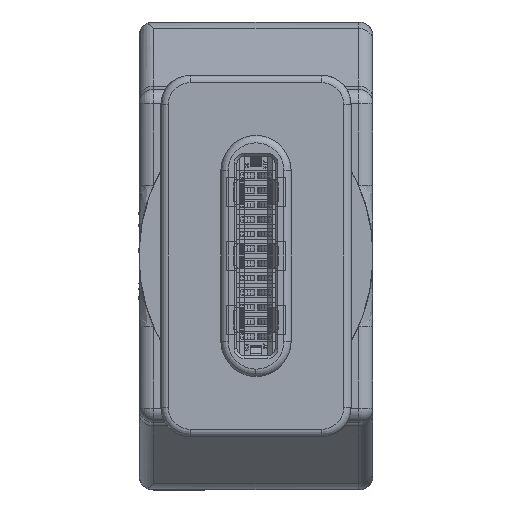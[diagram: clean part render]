
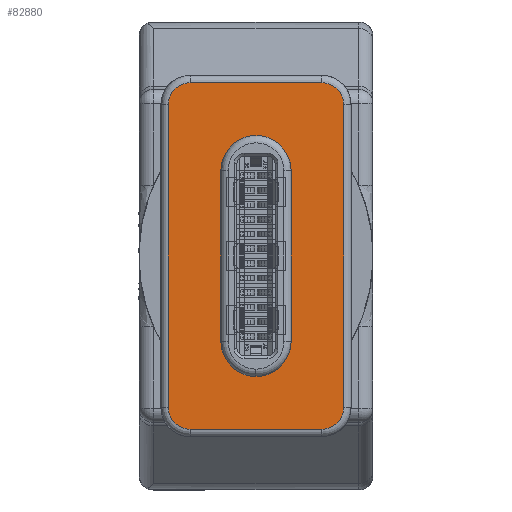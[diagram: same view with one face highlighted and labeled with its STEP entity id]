
A CAD part, left-side view. The second image highlights one B-rep face of the part: STEP entity #82880.
In plain terms, the highlighted face is planar.
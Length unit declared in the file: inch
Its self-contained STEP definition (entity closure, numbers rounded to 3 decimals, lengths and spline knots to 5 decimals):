
#258 = EDGE_CURVE ( 'NONE', #69083, #83869, #74582, .T. ) ;
#1457 = CARTESIAN_POINT ( 'NONE',  ( -0.11496, 0.04724, 0. ) ) ;
#1797 = VECTOR ( 'NONE', #35954, 39.37008 ) ;
#2608 = DIRECTION ( 'NONE',  ( 1., 0., 0. ) ) ;
#3424 = VERTEX_POINT ( 'NONE', #96680 ) ;
#4340 = VECTOR ( 'NONE', #64388, 39.37008 ) ;
#4691 = EDGE_CURVE ( 'NONE', #99088, #11078, #62549, .T. ) ;
#6421 = VERTEX_POINT ( 'NONE', #76831 ) ;
#6782 = ORIENTED_EDGE ( 'NONE', *, *, #28333, .T. ) ;
#7313 = CARTESIAN_POINT ( 'NONE',  ( 0., -0.11811, 0. ) ) ;
#8241 = LINE ( 'NONE', #79667, #88348 ) ;
#9842 = CARTESIAN_POINT ( 'NONE',  ( 0.20374, 0.11811, 0. ) ) ;
#10482 = EDGE_LOOP ( 'NONE', ( #25732, #25798, #51293, #25516, #83094 ) ) ;
#11078 = VERTEX_POINT ( 'NONE', #46890 ) ;
#11622 = CARTESIAN_POINT ( 'NONE',  ( -0.11496, 0., 0. ) ) ;
#11785 = EDGE_CURVE ( 'NONE', #91962, #95562, #94699, .T. ) ;
#12512 = CARTESIAN_POINT ( 'NONE',  ( 0.11496, 0., 0. ) ) ;
#13667 = CARTESIAN_POINT ( 'NONE',  ( -0.20374, 0.11811, 0. ) ) ;
#15418 = CARTESIAN_POINT ( 'NONE',  ( -0.11496, -0.04724, 0. ) ) ;
#17468 = DIRECTION ( 'NONE',  ( 0., 0., 1. ) ) ;
#17847 = CARTESIAN_POINT ( 'NONE',  ( 0.23327, 0., 0. ) ) ;
#18976 = VECTOR ( 'NONE', #23273, 39.37008 ) ;
#19405 = DIRECTION ( 'NONE',  ( 1., 0., 0. ) ) ;
#20295 = DIRECTION ( 'NONE',  ( 1., 0., 0. ) ) ;
#23273 = DIRECTION ( 'NONE',  ( 1., 0., 0. ) ) ;
#23555 = EDGE_CURVE ( 'NONE', #34910, #6421, #28141, .T. ) ;
#23806 = ORIENTED_EDGE ( 'NONE', *, *, #11785, .T. ) ;
#24141 = CARTESIAN_POINT ( 'NONE',  ( 0.23327, 0.08858, 0. ) ) ;
#24959 = LINE ( 'NONE', #17847, #4340 ) ;
#25462 = DIRECTION ( 'NONE',  ( -1., 0., 0. ) ) ;
#25516 = ORIENTED_EDGE ( 'NONE', *, *, #258, .F. ) ;
#25722 = CARTESIAN_POINT ( 'NONE',  ( -0.20374, 0.08858, 0. ) ) ;
#25732 = ORIENTED_EDGE ( 'NONE', *, *, #23555, .F. ) ;
#25798 = ORIENTED_EDGE ( 'NONE', *, *, #82364, .F. ) ;
#26294 = CARTESIAN_POINT ( 'NONE',  ( 0.20374, -0.08858, 0. ) ) ;
#28141 = CIRCLE ( 'NONE', #89394, 0.04724 ) ;
#28156 = AXIS2_PLACEMENT_3D ( 'NONE', #12512, #66821, #20295 ) ;
#28333 = EDGE_CURVE ( 'NONE', #47948, #91962, #24959, .T. ) ;
#29128 = ORIENTED_EDGE ( 'NONE', *, *, #47916, .T. ) ;
#32086 = CIRCLE ( 'NONE', #39612, 0.04724 ) ;
#33521 = DIRECTION ( 'NONE',  ( 1., 0., 0. ) ) ;
#34073 = DIRECTION ( 'NONE',  ( 1., 0., 0. ) ) ;
#34341 = ORIENTED_EDGE ( 'NONE', *, *, #80632, .T. ) ;
#34910 = VERTEX_POINT ( 'NONE', #1457 ) ;
#35954 = DIRECTION ( 'NONE',  ( -1., 0., 0. ) ) ;
#39612 = AXIS2_PLACEMENT_3D ( 'NONE', #40596, #94828, #48458 ) ;
#39686 = LINE ( 'NONE', #15418, #18976 ) ;
#40596 = CARTESIAN_POINT ( 'NONE',  ( 0.11496, 0., 0. ) ) ;
#41242 = EDGE_CURVE ( 'NONE', #52281, #49245, #89810, .T. ) ;
#41465 = CIRCLE ( 'NONE', #80056, 0.02953 ) ;
#44100 = DIRECTION ( 'NONE',  ( 0., 0., 1. ) ) ;
#46890 = CARTESIAN_POINT ( 'NONE',  ( -0.23327, 0.08858, 0. ) ) ;
#47916 = EDGE_CURVE ( 'NONE', #11078, #3424, #77591, .T. ) ;
#47948 = VERTEX_POINT ( 'NONE', #50970 ) ;
#48236 = ORIENTED_EDGE ( 'NONE', *, *, #41242, .T. ) ;
#48458 = DIRECTION ( 'NONE',  ( 1., 0., 0. ) ) ;
#48467 = ORIENTED_EDGE ( 'NONE', *, *, #4691, .T. ) ;
#48621 = VECTOR ( 'NONE', #61551, 39.37008 ) ;
#48749 = EDGE_CURVE ( 'NONE', #6421, #69083, #39686, .T. ) ;
#49104 = DIRECTION ( 'NONE',  ( 0., 0., 1. ) ) ;
#49245 = VERTEX_POINT ( 'NONE', #92670 ) ;
#50303 = CARTESIAN_POINT ( 'NONE',  ( -0.23327, 0., 0. ) ) ;
#50970 = CARTESIAN_POINT ( 'NONE',  ( 0.23327, -0.08858, 0. ) ) ;
#51218 = CARTESIAN_POINT ( 'NONE',  ( 0.1622, 0., 0. ) ) ;
#51293 = ORIENTED_EDGE ( 'NONE', *, *, #63058, .F. ) ;
#51418 = CARTESIAN_POINT ( 'NONE',  ( 0.11496, -0.04724, 0. ) ) ;
#51577 = CARTESIAN_POINT ( 'NONE',  ( 0., 0.11811, 0. ) ) ;
#51767 = FACE_OUTER_BOUND ( 'NONE', #72088, .T. ) ;
#52281 = VERTEX_POINT ( 'NONE', #94796 ) ;
#56638 = AXIS2_PLACEMENT_3D ( 'NONE', #90541, #44100, #98283 ) ;
#56987 = VECTOR ( 'NONE', #65852, 39.37008 ) ;
#60237 = EDGE_CURVE ( 'NONE', #95562, #99088, #63725, .T. ) ;
#61551 = DIRECTION ( 'NONE',  ( 1., 0., 0. ) ) ;
#62549 = CIRCLE ( 'NONE', #96354, 0.02953 ) ;
#62795 = ORIENTED_EDGE ( 'NONE', *, *, #89643, .T. ) ;
#63058 = EDGE_CURVE ( 'NONE', #83869, #75282, #32086, .T. ) ;
#63725 = LINE ( 'NONE', #51577, #1797 ) ;
#64388 = DIRECTION ( 'NONE',  ( 0., 1., 0. ) ) ;
#65852 = DIRECTION ( 'NONE',  ( 0., -1., 0. ) ) ;
#65896 = DIRECTION ( 'NONE',  ( 0., 0., 1. ) ) ;
#66821 = DIRECTION ( 'NONE',  ( 0., 0., 1. ) ) ;
#69083 = VERTEX_POINT ( 'NONE', #51418 ) ;
#70133 = ORIENTED_EDGE ( 'NONE', *, *, #60237, .T. ) ;
#72088 = EDGE_LOOP ( 'NONE', ( #23806, #70133, #48467, #29128, #34341, #48236, #62795, #6782 ) ) ;
#74582 = CIRCLE ( 'NONE', #28156, 0.04724 ) ;
#75282 = VERTEX_POINT ( 'NONE', #75599 ) ;
#75599 = CARTESIAN_POINT ( 'NONE',  ( 0.11496, 0.04724, 0. ) ) ;
#76831 = CARTESIAN_POINT ( 'NONE',  ( -0.11496, -0.04724, 0. ) ) ;
#76947 = AXIS2_PLACEMENT_3D ( 'NONE', #80211, #17468, #95812 ) ;
#77591 = LINE ( 'NONE', #50303, #56987 ) ;
#79667 = CARTESIAN_POINT ( 'NONE',  ( -0.11496, 0.04724, 0. ) ) ;
#79944 = DIRECTION ( 'NONE',  ( 0., 0., 1. ) ) ;
#80056 = AXIS2_PLACEMENT_3D ( 'NONE', #26294, #80478, #34073 ) ;
#80211 = CARTESIAN_POINT ( 'NONE',  ( 0., 0., 0. ) ) ;
#80478 = DIRECTION ( 'NONE',  ( 0., 0., 1. ) ) ;
#80632 = EDGE_CURVE ( 'NONE', #3424, #52281, #86494, .T. ) ;
#82364 = EDGE_CURVE ( 'NONE', #75282, #34910, #8241, .T. ) ;
#82880 = ADVANCED_FACE ( 'NONE', ( #51767, #90565 ), #88059, .T. ) ;
#83094 = ORIENTED_EDGE ( 'NONE', *, *, #48749, .F. ) ;
#83869 = VERTEX_POINT ( 'NONE', #51218 ) ;
#86494 = CIRCLE ( 'NONE', #56638, 0.02953 ) ;
#88059 = PLANE ( 'NONE',  #76947 ) ;
#88348 = VECTOR ( 'NONE', #25462, 39.37008 ) ;
#89394 = AXIS2_PLACEMENT_3D ( 'NONE', #11622, #65896, #19405 ) ;
#89643 = EDGE_CURVE ( 'NONE', #49245, #47948, #41465, .T. ) ;
#89810 = LINE ( 'NONE', #7313, #48621 ) ;
#90541 = CARTESIAN_POINT ( 'NONE',  ( -0.20374, -0.08858, 0. ) ) ;
#90565 = FACE_BOUND ( 'NONE', #10482, .T. ) ;
#91962 = VERTEX_POINT ( 'NONE', #24141 ) ;
#92670 = CARTESIAN_POINT ( 'NONE',  ( 0.20374, -0.11811, 0. ) ) ;
#94699 = CIRCLE ( 'NONE', #97501, 0.02953 ) ;
#94796 = CARTESIAN_POINT ( 'NONE',  ( -0.20374, -0.11811, 0. ) ) ;
#94828 = DIRECTION ( 'NONE',  ( 0., 0., 1. ) ) ;
#95487 = CARTESIAN_POINT ( 'NONE',  ( 0.20374, 0.08858, 0. ) ) ;
#95562 = VERTEX_POINT ( 'NONE', #9842 ) ;
#95812 = DIRECTION ( 'NONE',  ( 1., 0., 0. ) ) ;
#96354 = AXIS2_PLACEMENT_3D ( 'NONE', #25722, #79944, #33521 ) ;
#96680 = CARTESIAN_POINT ( 'NONE',  ( -0.23327, -0.08858, 0. ) ) ;
#97501 = AXIS2_PLACEMENT_3D ( 'NONE', #95487, #49104, #2608 ) ;
#98283 = DIRECTION ( 'NONE',  ( 1., 0., 0. ) ) ;
#99088 = VERTEX_POINT ( 'NONE', #13667 ) ;
